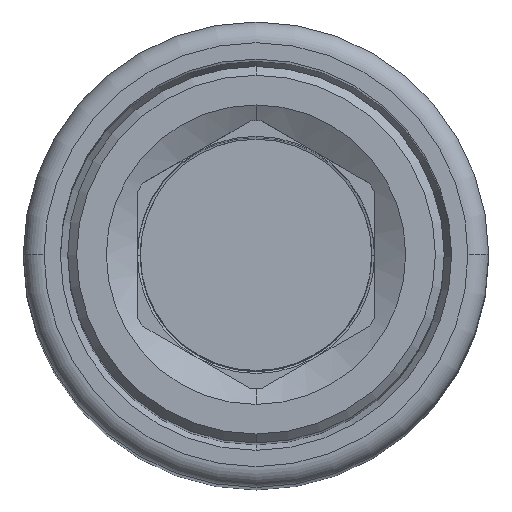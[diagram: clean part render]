
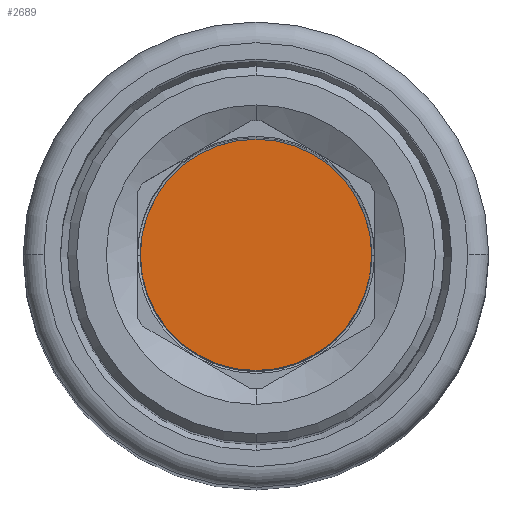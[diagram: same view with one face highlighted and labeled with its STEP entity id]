
A CAD part, top view. The second image highlights one B-rep face of the part: STEP entity #2689.
In plain terms, the highlighted planar face has unit normal (0, 0, 1).
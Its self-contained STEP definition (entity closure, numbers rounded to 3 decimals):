
#2642=CARTESIAN_POINT('',(0.,0.,96.));
#2643=DIRECTION('',(0.,0.,1.));
#2644=DIRECTION('',(1.,0.,0.));
#2645=AXIS2_PLACEMENT_3D('',#2642,#2643,#2644);
#2647=CARTESIAN_POINT('',(0.,0.,96.));
#2648=DIRECTION('',(0.,0.,1.));
#2649=DIRECTION('',(-1.,0.,0.));
#2650=AXIS2_PLACEMENT_3D('',#2647,#2648,#2649);
#2670=CARTESIAN_POINT('',(3.9,0.,96.));
#2671=CARTESIAN_POINT('',(-3.9,0.,96.));
#2672=VERTEX_POINT('',#2670);
#2673=VERTEX_POINT('',#2671);
#2678=CARTESIAN_POINT('',(0.,0.,96.));
#2679=DIRECTION('',(0.,0.,1.));
#2680=DIRECTION('',(1.,0.,0.));
#2681=AXIS2_PLACEMENT_3D('',#2678,#2679,#2680);
#2682=PLANE('',#2681);
#2684=ORIENTED_EDGE('',*,*,#2683,.F.);
#2686=ORIENTED_EDGE('',*,*,#2685,.F.);
#2687=EDGE_LOOP('',(#2684,#2686));
#2688=FACE_OUTER_BOUND('',#2687,.F.);
#2689=ADVANCED_FACE('',(#2688),#2682,.T.);
#2646=CIRCLE('',#2645,3.9);
#2651=CIRCLE('',#2650,3.9);
#2683=EDGE_CURVE('',#2672,#2673,#2646,.T.);
#2685=EDGE_CURVE('',#2673,#2672,#2651,.T.);
